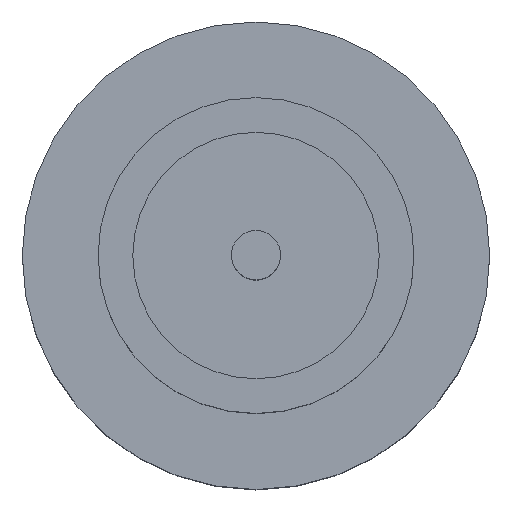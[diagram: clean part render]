
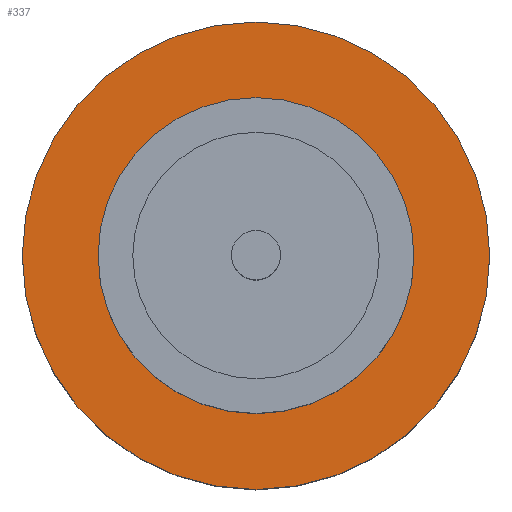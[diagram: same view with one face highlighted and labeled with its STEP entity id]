
A CAD part, top view. The second image highlights one B-rep face of the part: STEP entity #337.
In plain terms, the highlighted planar face has unit normal (0, 0, 1).
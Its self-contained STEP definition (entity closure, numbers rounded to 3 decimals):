
#4 = CIRCLE ( 'NONE', #290, 1.25 ) ;
#23 = VERTEX_POINT ( 'NONE', #698 ) ;
#34 = PLANE ( 'NONE',  #548 ) ;
#39 = DIRECTION ( 'NONE',  ( 1., 0., 0. ) ) ;
#44 = ORIENTED_EDGE ( 'NONE', *, *, #339, .T. ) ;
#72 = ORIENTED_EDGE ( 'NONE', *, *, #539, .F. ) ;
#80 = CARTESIAN_POINT ( 'NONE',  ( 0., 0., 1.55 ) ) ;
#95 = DIRECTION ( 'NONE',  ( 0., 0., 1. ) ) ;
#111 = DIRECTION ( 'NONE',  ( 0., 0., 1. ) ) ;
#142 = CARTESIAN_POINT ( 'NONE',  ( 0., 0., 1.55 ) ) ;
#145 = EDGE_LOOP ( 'NONE', ( #72, #276 ) ) ;
#156 = AXIS2_PLACEMENT_3D ( 'NONE', #631, #111, #463 ) ;
#158 = CIRCLE ( 'NONE', #180, 1.85 ) ;
#180 = AXIS2_PLACEMENT_3D ( 'NONE', #80, #732, #194 ) ;
#183 = DIRECTION ( 'NONE',  ( 0., 0., 1. ) ) ;
#194 = DIRECTION ( 'NONE',  ( 1., 0., 0. ) ) ;
#203 = CARTESIAN_POINT ( 'NONE',  ( 0., 0., 1.55 ) ) ;
#225 = CIRCLE ( 'NONE', #156, 1.25 ) ;
#226 = EDGE_CURVE ( 'NONE', #228, #382, #158, .T. ) ;
#228 = VERTEX_POINT ( 'NONE', #609 ) ;
#256 = DIRECTION ( 'NONE',  ( 1., 0., 0. ) ) ;
#276 = ORIENTED_EDGE ( 'NONE', *, *, #281, .F. ) ;
#281 = EDGE_CURVE ( 'NONE', #640, #23, #4, .T. ) ;
#290 = AXIS2_PLACEMENT_3D ( 'NONE', #304, #183, #507 ) ;
#304 = CARTESIAN_POINT ( 'NONE',  ( 0., 0., 1.55 ) ) ;
#337 = ADVANCED_FACE ( 'NONE', ( #681, #596 ), #34, .T. ) ;
#339 = EDGE_CURVE ( 'NONE', #382, #228, #583, .T. ) ;
#378 = EDGE_LOOP ( 'NONE', ( #44, #671 ) ) ;
#382 = VERTEX_POINT ( 'NONE', #680 ) ;
#461 = DIRECTION ( 'NONE',  ( 0., 0., 1. ) ) ;
#463 = DIRECTION ( 'NONE',  ( 1., 0., 0. ) ) ;
#507 = DIRECTION ( 'NONE',  ( 1., 0., 0. ) ) ;
#539 = EDGE_CURVE ( 'NONE', #23, #640, #225, .T. ) ;
#548 = AXIS2_PLACEMENT_3D ( 'NONE', #203, #461, #39 ) ;
#549 = CARTESIAN_POINT ( 'NONE',  ( -1.25, 0., 1.55 ) ) ;
#583 = CIRCLE ( 'NONE', #591, 1.85 ) ;
#591 = AXIS2_PLACEMENT_3D ( 'NONE', #142, #95, #256 ) ;
#596 = FACE_OUTER_BOUND ( 'NONE', #378, .T. ) ;
#609 = CARTESIAN_POINT ( 'NONE',  ( 1.85, 0., 1.55 ) ) ;
#631 = CARTESIAN_POINT ( 'NONE',  ( 0., 0., 1.55 ) ) ;
#640 = VERTEX_POINT ( 'NONE', #549 ) ;
#671 = ORIENTED_EDGE ( 'NONE', *, *, #226, .T. ) ;
#680 = CARTESIAN_POINT ( 'NONE',  ( -1.85, 0., 1.55 ) ) ;
#681 = FACE_BOUND ( 'NONE', #145, .T. ) ;
#698 = CARTESIAN_POINT ( 'NONE',  ( 1.25, 0., 1.55 ) ) ;
#732 = DIRECTION ( 'NONE',  ( 0., 0., 1. ) ) ;
